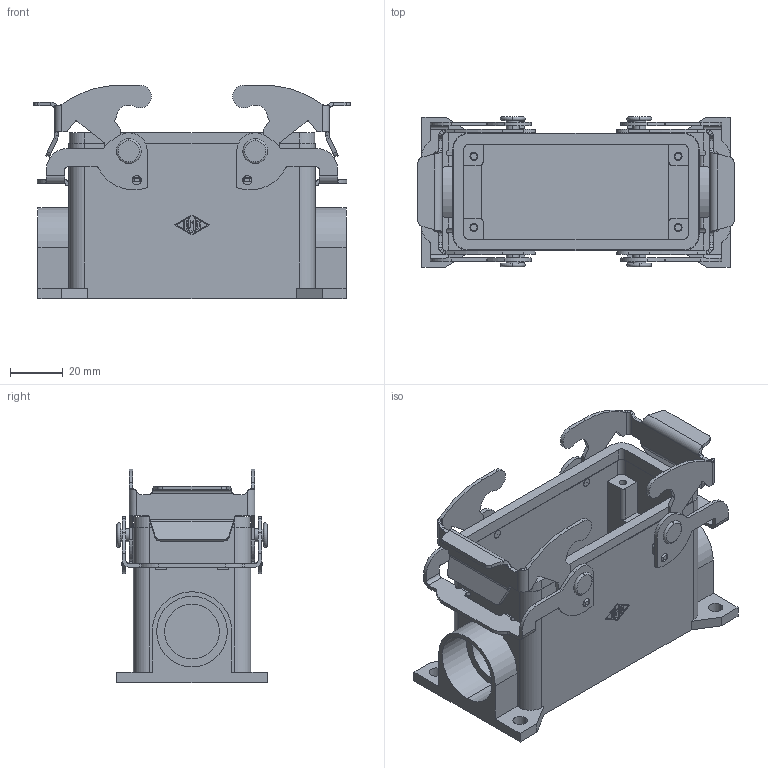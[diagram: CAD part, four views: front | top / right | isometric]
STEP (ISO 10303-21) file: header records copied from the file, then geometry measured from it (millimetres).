
FILE_DESCRIPTION(('Creo Elements/Direct Modeling STEP Export'),'2;1');
FILE_NAME('C7P_16.stp','2014-09-01T 9:45:32',(''),(''),'Creo Elements/Direct Modeling STEP processor for AP214 (Solid Model)','Creo Elements/Direct Modeling 18.0B 02-Dec-2011 (C) Parametric Technology GmbH','');
FILE_SCHEMA(('AUTOMOTIVE_DESIGN { 1 0 10303 214 1 1 1 1 }'));
Length unit declared in the file: millimetre
Products named in the file (5): p1; p2; p3; JCVP_16; C7P_16.stp
Assembly tree (4 placements, depth 3):
  C7P_16.stp
    JCVP_16
      p3
      p2
      p1
Bounding box: 119.97 x 57 x 81 mm (x, y, z)
Volume: 111426.2 mm3; surface area: 62737.6 mm2
Topology: 3 solids, 3 shells, 609 faces, 1665 edges, 1098 vertices
Faces by surface type: plane 293, cylinder 272, bspline 28, torus 8, cone 8
Entity records: 25383 total; most frequent: CARTESIAN_POINT 9779, ORIENTED_EDGE 3314, DIRECTION 3167, EDGE_CURVE 1657, VERTEX_POINT 1098, AXIS2_PLACEMENT_3D 1064, VECTOR 1039, LINE 1039
